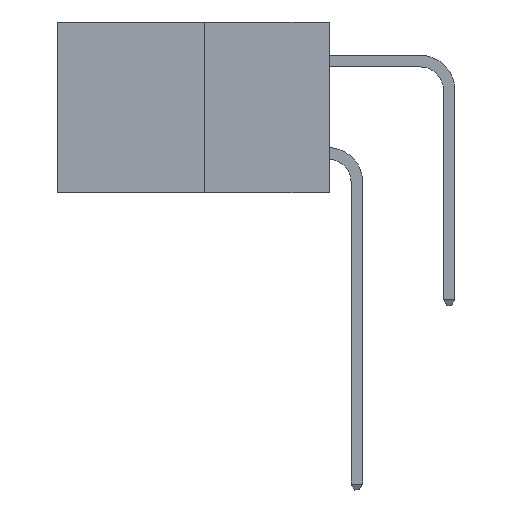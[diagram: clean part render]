
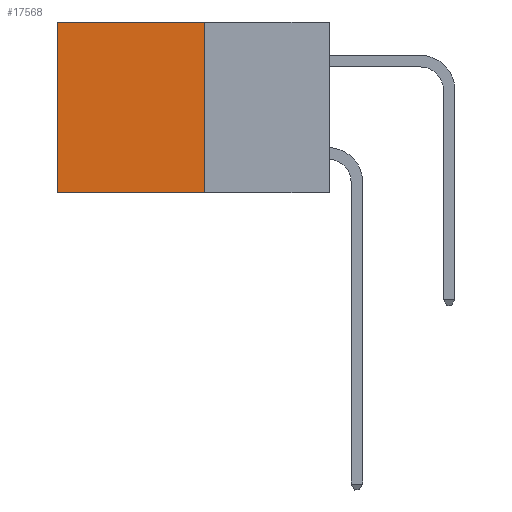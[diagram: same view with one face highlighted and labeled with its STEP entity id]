
A CAD part, left-side view. The second image highlights one B-rep face of the part: STEP entity #17568.
In plain terms, the highlighted planar face has unit normal (-1, 0, 0).
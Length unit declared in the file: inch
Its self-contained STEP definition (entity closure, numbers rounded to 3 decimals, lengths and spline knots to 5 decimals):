
#372 = AXIS2_PLACEMENT_3D ( 'NONE', #848, #13196, #2657 ) ;
#847 = ORIENTED_EDGE ( 'NONE', *, *, #20290, .F. ) ;
#848 = CARTESIAN_POINT ( 'NONE',  ( 0.277, 0.27, -0.37 ) ) ;
#852 = CARTESIAN_POINT ( 'NONE',  ( 0.277, 0.27, -0.37 ) ) ;
#1492 = EDGE_CURVE ( 'NONE', #19859, #19876, #12124, .T. ) ;
#1564 = CARTESIAN_POINT ( 'NONE',  ( 0.277, 0.27, 0. ) ) ;
#2657 = DIRECTION ( 'NONE',  ( 0., 0., -1. ) ) ;
#2930 = DIRECTION ( 'NONE',  ( 0., 1., 0. ) ) ;
#3412 = LINE ( 'NONE', #14476, #7557 ) ;
#3910 = DIRECTION ( 'NONE',  ( 0., 0., -1. ) ) ;
#4461 = VECTOR ( 'NONE', #2930, 39.37008 ) ;
#5016 = LINE ( 'NONE', #11722, #4461 ) ;
#5029 = ORIENTED_EDGE ( 'NONE', *, *, #1492, .T. ) ;
#6019 = FACE_OUTER_BOUND ( 'NONE', #11270, .T. ) ;
#6405 = ORIENTED_EDGE ( 'NONE', *, *, #16030, .T. ) ;
#7557 = VECTOR ( 'NONE', #3910, 39.37008 ) ;
#8513 = CARTESIAN_POINT ( 'NONE',  ( 0.277, 0.59, -0.37 ) ) ;
#9235 = VERTEX_POINT ( 'NONE', #1564 ) ;
#9682 = ORIENTED_EDGE ( 'NONE', *, *, #11602, .F. ) ;
#9869 = DIRECTION ( 'NONE',  ( 0., 1., 0. ) ) ;
#11033 = LINE ( 'NONE', #21885, #19607 ) ;
#11270 = EDGE_LOOP ( 'NONE', ( #5029, #847, #9682, #6405 ) ) ;
#11318 = VERTEX_POINT ( 'NONE', #852 ) ;
#11433 = PLANE ( 'NONE',  #372 ) ;
#11545 = VECTOR ( 'NONE', #13302, 39.37008 ) ;
#11602 = EDGE_CURVE ( 'NONE', #9235, #11318, #3412, .T. ) ;
#11722 = CARTESIAN_POINT ( 'NONE',  ( 0.277, 0.27, -0.37 ) ) ;
#12124 = LINE ( 'NONE', #13451, #11545 ) ;
#13196 = DIRECTION ( 'NONE',  ( 1., 0., 0. ) ) ;
#13302 = DIRECTION ( 'NONE',  ( 0., 0., -1. ) ) ;
#13451 = CARTESIAN_POINT ( 'NONE',  ( 0.277, 0.59, -0.37 ) ) ;
#14476 = CARTESIAN_POINT ( 'NONE',  ( 0.277, 0.27, -0.37 ) ) ;
#16030 = EDGE_CURVE ( 'NONE', #9235, #19859, #11033, .T. ) ;
#17568 = ADVANCED_FACE ( 'NONE', ( #6019 ), #11433, .F. ) ;
#18816 = CARTESIAN_POINT ( 'NONE',  ( 0.277, 0.59, 0. ) ) ;
#19607 = VECTOR ( 'NONE', #9869, 39.37008 ) ;
#19859 = VERTEX_POINT ( 'NONE', #18816 ) ;
#19876 = VERTEX_POINT ( 'NONE', #8513 ) ;
#20290 = EDGE_CURVE ( 'NONE', #11318, #19876, #5016, .T. ) ;
#21885 = CARTESIAN_POINT ( 'NONE',  ( 0.277, 0.27, 0. ) ) ;
